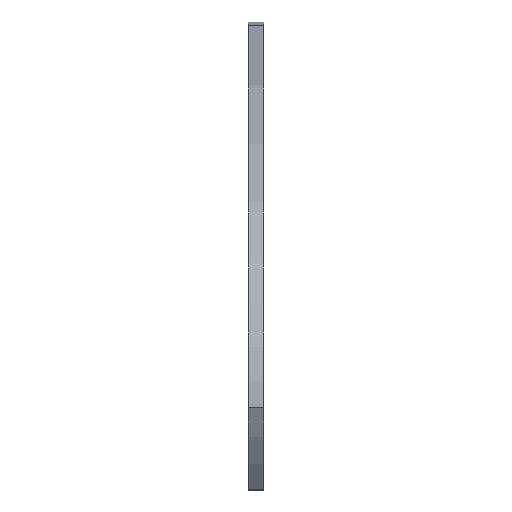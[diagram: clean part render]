
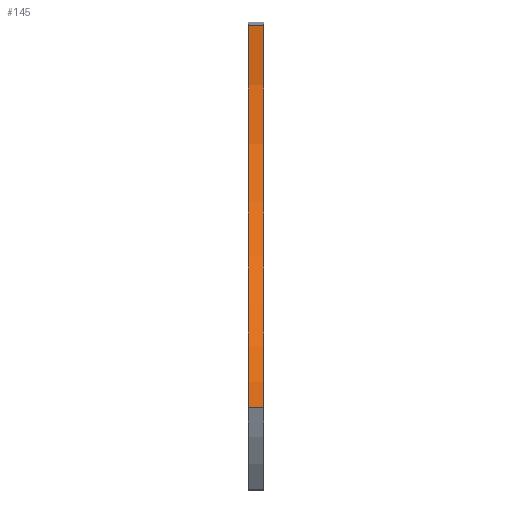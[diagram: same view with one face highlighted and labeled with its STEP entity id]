
A CAD part, left-side view. The second image highlights one B-rep face of the part: STEP entity #145.
In plain terms, the highlighted cylindrical face has radius 135 mm (diameter 270 mm), a partial arc.
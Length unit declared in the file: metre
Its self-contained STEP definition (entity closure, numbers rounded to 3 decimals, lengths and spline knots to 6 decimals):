
#145=ADVANCED_FACE('150:1835',(#258),#259,.F.);
#258=FACE_OUTER_BOUND('',#400,.T.);
#259=CYLINDRICAL_SURFACE('',#401,0.135);
#400=EDGE_LOOP('',(#697,#698,#699,#700));
#401=AXIS2_PLACEMENT_3D('',#701,#702,#703);
#697=ORIENTED_EDGE('',*,*,#990,.T.);
#698=ORIENTED_EDGE('',*,*,#1015,.T.);
#699=ORIENTED_EDGE('',*,*,#1007,.T.);
#700=ORIENTED_EDGE('',*,*,#1016,.T.);
#701=CARTESIAN_POINT('',(-0.151555,0.0109,0.0875));
#702=DIRECTION('',(0.0,-1.0,0.0));
#703=DIRECTION('',(0.988,0.0,0.155));
#990=EDGE_CURVE('150:1889',#1201,#1202,#1203,.T.);
#1007=EDGE_CURVE('150:1886',#1224,#1225,#1226,.T.);
#1015=EDGE_CURVE('106:16849',#1202,#1224,#1238,.T.);
#1016=EDGE_CURVE('106:17091',#1225,#1201,#1239,.T.);
#1201=VERTEX_POINT('',#1471);
#1202=VERTEX_POINT('',#1472);
#1203=CIRCLE('',#1473,0.135);
#1224=VERTEX_POINT('',#1494);
#1225=VERTEX_POINT('',#1495);
#1226=CIRCLE('',#1496,0.135);
#1238=LINE('',#1508,#1509);
#1239=LINE('',#1510,#1511);
#1471=CARTESIAN_POINT('',(-0.018195,0.0109,0.108485));
#1472=CARTESIAN_POINT('',(-0.103048,0.0109,-0.038485));
#1473=AXIS2_PLACEMENT_3D('',#1751,#1752,#1753);
#1494=CARTESIAN_POINT('',(-0.103048,0.004899,-0.038485));
#1495=CARTESIAN_POINT('',(-0.018195,0.004899,0.108485));
#1496=AXIS2_PLACEMENT_3D('',#1802,#1803,#1804);
#1508=CARTESIAN_POINT('',(-0.103048,0.0109,-0.038485));
#1509=VECTOR('',#1826,1.0);
#1510=CARTESIAN_POINT('',(-0.018195,0.0109,0.108485));
#1511=VECTOR('',#1827,1.0);
#1751=CARTESIAN_POINT('',(-0.151555,0.0109,0.0875));
#1752=DIRECTION('',(-0.0,1.0,0.0));
#1753=DIRECTION('',(0.988,0.0,0.155));
#1802=CARTESIAN_POINT('',(-0.151555,0.004899,0.0875));
#1803=DIRECTION('',(0.0,-1.0,0.0));
#1804=DIRECTION('',(0.988,0.0,0.155));
#1826=DIRECTION('',(-0.0,-1.0,-0.0));
#1827=DIRECTION('',(0.0,1.0,0.0));
